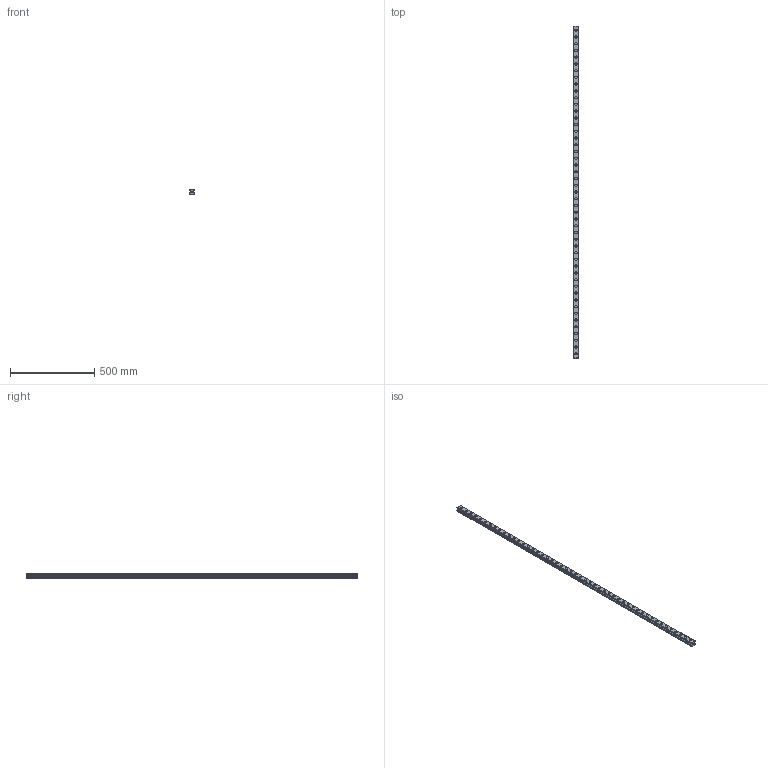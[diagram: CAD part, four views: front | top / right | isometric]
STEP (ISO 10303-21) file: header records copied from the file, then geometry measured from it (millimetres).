
FILE_DESCRIPTION(('STEP AP214'),'1');
FILE_NAME('cctmp_0C2592F5-A212-4CD2-94CF-FCD5D7191E07_2021_03_11_16_01_51_0307..stp','2021-03-11T15:01:51',('HIWIN GmbH'),('CADClick - www.CADClick.com'),'Spatial InterOp 3D',' ','unknown authorization');
FILE_SCHEMA(('AUTOMOTIVE_DESIGN'));
Length unit declared in the file: millimetre
Products named in the file (1): RGR30R1970H_FILE
Bounding box: 28 x 1970 x 28 mm (x, y, z)
Volume: 1131182.1 mm3; surface area: 292348.8 mm2
Topology: 1 solids, 1 shells, 556 faces, 1209 edges, 806 vertices
Faces by surface type: cylinder 312, plane 244
Entity records: 19929 total; most frequent: DIRECTION 2947, CARTESIAN_POINT 2572, ORIENTED_EDGE 2418, EDGE_CURVE 1209, AXIS2_PLACEMENT_3D 1181, VERTEX_POINT 806, EDGE_LOOP 707, CIRCLE 624
